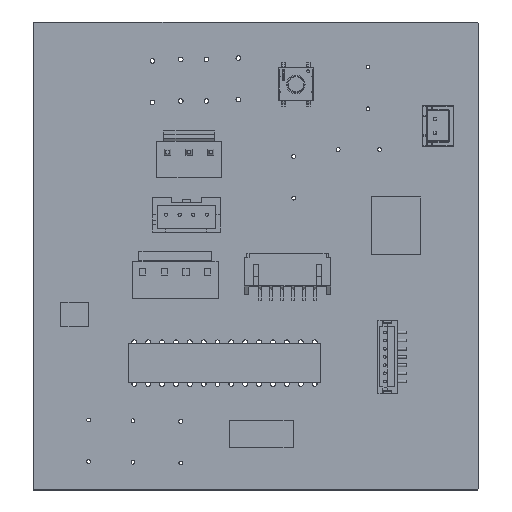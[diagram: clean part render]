
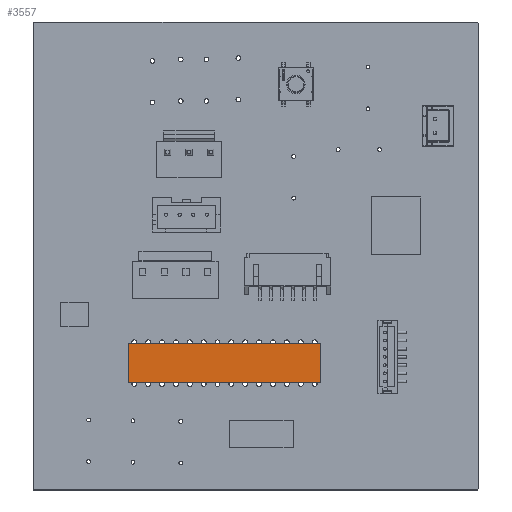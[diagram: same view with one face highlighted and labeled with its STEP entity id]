
A CAD part, top view. The second image highlights one B-rep face of the part: STEP entity #3557.
In plain terms, the highlighted planar face has unit normal (0, 0, 1).
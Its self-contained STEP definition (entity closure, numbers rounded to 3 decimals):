
#3428 = VERTEX_POINT('',#3429);
#3429 = CARTESIAN_POINT('',(17.65,-3.6,4.58));
#3435 = EDGE_CURVE('',#3428,#3436,#3438,.T.);
#3436 = VERTEX_POINT('',#3437);
#3437 = CARTESIAN_POINT('',(17.65,3.6,4.58));
#3438 = LINE('',#3439,#3440);
#3439 = CARTESIAN_POINT('',(17.65,-3.6,4.58));
#3440 = VECTOR('',#3441,1.);
#3441 = DIRECTION('',(0.,1.,0.));
#3466 = EDGE_CURVE('',#3436,#3467,#3469,.T.);
#3467 = VERTEX_POINT('',#3468);
#3468 = CARTESIAN_POINT('',(-17.65,3.6,4.58));
#3469 = LINE('',#3470,#3471);
#3470 = CARTESIAN_POINT('',(17.65,3.6,4.58));
#3471 = VECTOR('',#3472,1.);
#3472 = DIRECTION('',(-1.,0.,0.));
#3497 = EDGE_CURVE('',#3467,#3498,#3500,.T.);
#3498 = VERTEX_POINT('',#3499);
#3499 = CARTESIAN_POINT('',(-17.65,-3.6,4.58));
#3500 = LINE('',#3501,#3502);
#3501 = CARTESIAN_POINT('',(-17.65,3.6,4.58));
#3502 = VECTOR('',#3503,1.);
#3503 = DIRECTION('',(0.,-1.,0.));
#3528 = EDGE_CURVE('',#3498,#3428,#3529,.T.);
#3529 = LINE('',#3530,#3531);
#3530 = CARTESIAN_POINT('',(-17.65,-3.6,4.58));
#3531 = VECTOR('',#3532,1.);
#3532 = DIRECTION('',(1.,0.,0.));
#3557 = ADVANCED_FACE('',(#3558),#3564,.F.);
#3558 = FACE_BOUND('',#3559,.T.);
#3559 = EDGE_LOOP('',(#3560,#3561,#3562,#3563));
#3560 = ORIENTED_EDGE('',*,*,#3435,.T.);
#3561 = ORIENTED_EDGE('',*,*,#3466,.T.);
#3562 = ORIENTED_EDGE('',*,*,#3497,.T.);
#3563 = ORIENTED_EDGE('',*,*,#3528,.T.);
#3564 = PLANE('',#3565);
#3565 = AXIS2_PLACEMENT_3D('',#3566,#3567,#3568);
#3566 = CARTESIAN_POINT('',(17.65,-3.6,4.58));
#3567 = DIRECTION('',(0.,0.,-1.));
#3568 = DIRECTION('',(-1.,0.,0.));
